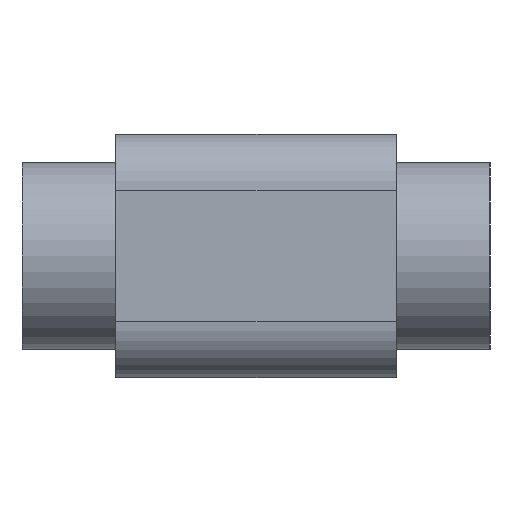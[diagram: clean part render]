
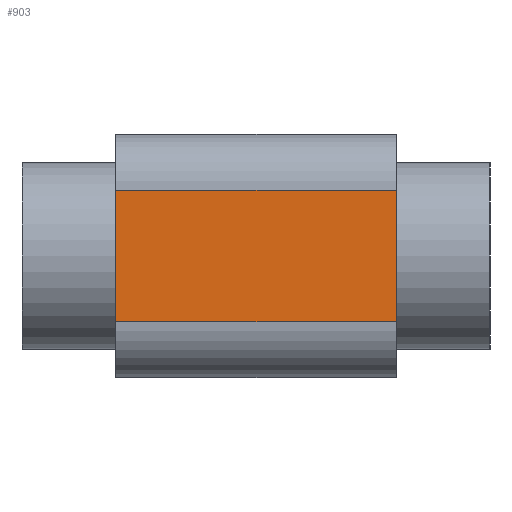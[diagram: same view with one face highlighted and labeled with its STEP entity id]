
A CAD part, left-side view. The second image highlights one B-rep face of the part: STEP entity #903.
In plain terms, the highlighted planar face has unit normal (-1, 0, 0).
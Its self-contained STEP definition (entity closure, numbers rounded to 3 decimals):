
#57 = DIRECTION ( 'NONE',  ( 0., -1., 0. ) ) ;
#73 = LINE ( 'NONE', #682, #390 ) ;
#196 = PLANE ( 'NONE',  #224 ) ;
#211 = VERTEX_POINT ( 'NONE', #592 ) ;
#224 = AXIS2_PLACEMENT_3D ( 'NONE', #315, #388, #453 ) ;
#286 = EDGE_CURVE ( 'NONE', #211, #596, #73, .T. ) ;
#296 = CARTESIAN_POINT ( 'NONE',  ( -422.5, -7.5, 6.5 ) ) ;
#300 = EDGE_CURVE ( 'NONE', #211, #626, #820, .T. ) ;
#315 = CARTESIAN_POINT ( 'NONE',  ( -422.5, 0., 0. ) ) ;
#334 = CARTESIAN_POINT ( 'NONE',  ( -422.5, 7.5, 6.5 ) ) ;
#388 = DIRECTION ( 'NONE',  ( 1., 0., 0. ) ) ;
#390 = VECTOR ( 'NONE', #57, 1000. ) ;
#421 = DIRECTION ( 'NONE',  ( 0., 0., -1. ) ) ;
#435 = LINE ( 'NONE', #702, #700 ) ;
#448 = EDGE_CURVE ( 'NONE', #886, #626, #435, .T. ) ;
#453 = DIRECTION ( 'NONE',  ( 0., 0., 1. ) ) ;
#477 = DIRECTION ( 'NONE',  ( 0., 1., 0. ) ) ;
#526 = LINE ( 'NONE', #296, #661 ) ;
#590 = EDGE_CURVE ( 'NONE', #886, #596, #526, .T. ) ;
#592 = CARTESIAN_POINT ( 'NONE',  ( -422.5, 7.5, -3.5 ) ) ;
#596 = VERTEX_POINT ( 'NONE', #851 ) ;
#626 = VERTEX_POINT ( 'NONE', #863 ) ;
#640 = FACE_OUTER_BOUND ( 'NONE', #691, .T. ) ;
#649 = VECTOR ( 'NONE', #757, 1000. ) ;
#658 = CARTESIAN_POINT ( 'NONE',  ( -422.5, -7.5, 3.5 ) ) ;
#661 = VECTOR ( 'NONE', #421, 1000. ) ;
#679 = ORIENTED_EDGE ( 'NONE', *, *, #300, .F. ) ;
#682 = CARTESIAN_POINT ( 'NONE',  ( -422.5, -7.5, -3.5 ) ) ;
#689 = ORIENTED_EDGE ( 'NONE', *, *, #286, .T. ) ;
#691 = EDGE_LOOP ( 'NONE', ( #872, #790, #679, #689 ) ) ;
#700 = VECTOR ( 'NONE', #477, 1000. ) ;
#702 = CARTESIAN_POINT ( 'NONE',  ( -422.5, 7.5, 3.5 ) ) ;
#757 = DIRECTION ( 'NONE',  ( 0., 0., 1. ) ) ;
#790 = ORIENTED_EDGE ( 'NONE', *, *, #448, .T. ) ;
#820 = LINE ( 'NONE', #334, #649 ) ;
#851 = CARTESIAN_POINT ( 'NONE',  ( -422.5, -7.5, -3.5 ) ) ;
#863 = CARTESIAN_POINT ( 'NONE',  ( -422.5, 7.5, 3.5 ) ) ;
#872 = ORIENTED_EDGE ( 'NONE', *, *, #590, .F. ) ;
#886 = VERTEX_POINT ( 'NONE', #658 ) ;
#903 = ADVANCED_FACE ( 'NONE', ( #640 ), #196, .F. ) ;
